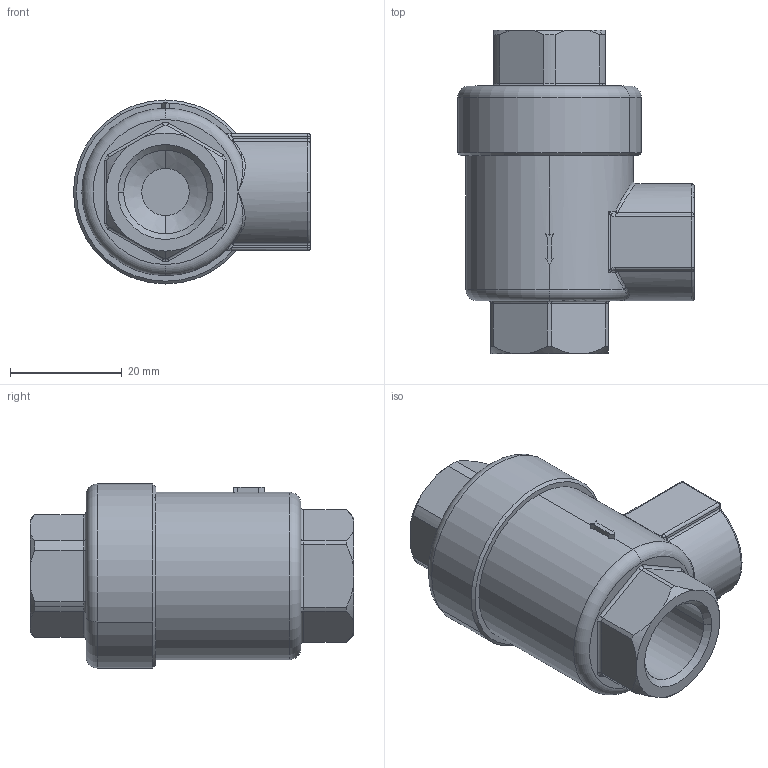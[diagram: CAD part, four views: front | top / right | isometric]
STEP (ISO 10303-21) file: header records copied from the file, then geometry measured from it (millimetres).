
FILE_DESCRIPTION (( 'STEP AP203' ), '1' );
FILE_NAME ('04170003.STEP', '2010-09-23T09:30:38', ( '' ), ( 'sopra-pneumatic' ), 'SwSTEP 2.0', 'SolidWorks 2009', '' );
FILE_SCHEMA (( 'CONFIG_CONTROL_DESIGN' ));
Length unit declared in the file: millimetre
Products named in the file (1): 04170003
Bounding box: 42.5 x 58 x 33 mm (x, y, z)
Volume: 32998.1 mm3; surface area: 9230.8 mm2
Topology: 1 solids, 1 shells, 181 faces, 454 edges, 271 vertices
Faces by surface type: cylinder 65, plane 37, torus 30, cone 28, bspline 13, sphere 8
Entity records: 6703 total; most frequent: CARTESIAN_POINT 2533, ORIENTED_EDGE 880, DIRECTION 837, EDGE_CURVE 440, AXIS2_PLACEMENT_3D 342, VERTEX_POINT 267, EDGE_LOOP 187, FACE_OUTER_BOUND 181
